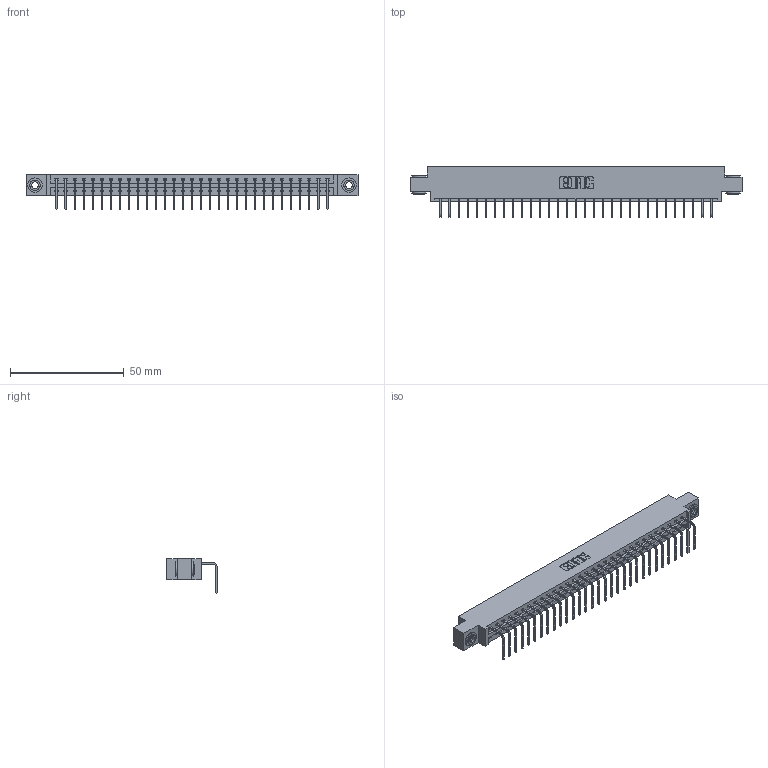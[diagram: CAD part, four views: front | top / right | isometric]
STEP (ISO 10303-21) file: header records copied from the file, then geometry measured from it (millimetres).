
FILE_DESCRIPTION (( 'STEP AP203' ), '1' );
FILE_NAME ('387-031-558-603.STEP', '2019-10-07T19:44:30', ( '' ), ( '' ), 'SwSTEP 2.0', 'SolidWorks 2016', '' );
FILE_SCHEMA (( 'CONFIG_CONTROL_DESIGN' ));
Length unit declared in the file: inch
Products named in the file (4): 337 Part_0.170 Offset - 0.156 Dia-TH; 387-031-558-603; 345-292-001_558 Tail - 2; 345-250-002_345-250-002-102
Assembly tree (34 placements, depth 2):
  387-031-558-603
    337 Part_0.170 Offset - 0.156 Dia-TH
    345-292-001_558 Tail - 2  x31
    345-250-002_345-250-002-102  x2
Bounding box: 145.85 x 22.17 x 15.37 mm (x, y, z)
Volume: 15025.8 mm3; surface area: 16429.6 mm2
Topology: 34 solids, 34 shells, 2140 faces, 6413 edges, 4230 vertices
Faces by surface type: plane 1572, cylinder 560, cone 8
Entity records: 25332 total; most frequent: CARTESIAN_POINT 4390, ORIENTED_EDGE 4350, DIRECTION 3751, EDGE_CURVE 2175, VECTOR 2023, LINE 2023, VERTEX_POINT 1446, AXIS2_PLACEMENT_3D 864
